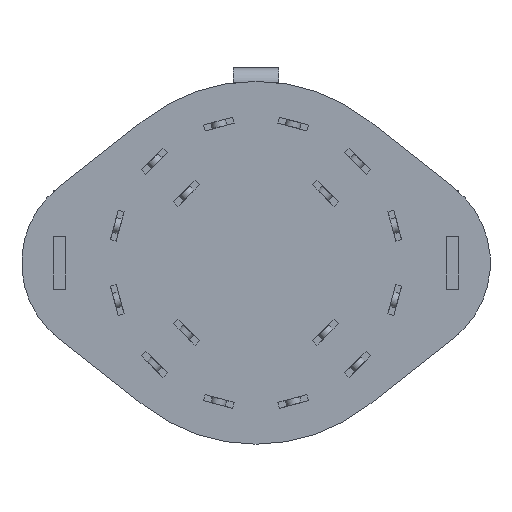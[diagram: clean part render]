
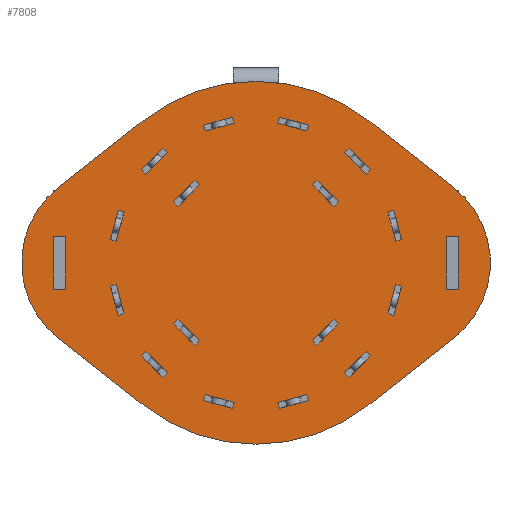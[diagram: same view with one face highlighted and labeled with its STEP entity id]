
A CAD part, front view. The second image highlights one B-rep face of the part: STEP entity #7808.
In plain terms, the highlighted planar face has unit normal (0, -1, 0).
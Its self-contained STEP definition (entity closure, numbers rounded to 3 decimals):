
#627 = DIRECTION ( 'NONE',  ( 0., 1., 0. ) ) ;
#688 = CARTESIAN_POINT ( 'NONE',  ( -13.068, 4.2, 5. ) ) ;
#824 = VECTOR ( 'NONE', #4692, 1000. ) ;
#991 = VERTEX_POINT ( 'NONE', #8018 ) ;
#1082 = EDGE_CURVE ( 'NONE', #11327, #1100, #11100, .T. ) ;
#1100 = VERTEX_POINT ( 'NONE', #2990 ) ;
#1142 = DIRECTION ( 'NONE',  ( -0.787, 0., 0.617 ) ) ;
#1204 = VECTOR ( 'NONE', #5580, 1000. ) ;
#1360 = AXIS2_PLACEMENT_3D ( 'NONE', #11582, #627, #8078 ) ;
#1409 = CARTESIAN_POINT ( 'NONE',  ( -9.145, 4.2, 0. ) ) ;
#1474 = EDGE_CURVE ( 'NONE', #991, #8160, #11083, .T. ) ;
#1501 = CARTESIAN_POINT ( 'NONE',  ( 0., 4.2, 0. ) ) ;
#1611 = LINE ( 'NONE', #10625, #3857 ) ;
#2099 = EDGE_CURVE ( 'NONE', #1100, #8673, #7248, .T. ) ;
#2141 = EDGE_CURVE ( 'NONE', #8673, #10283, #1611, .T. ) ;
#2352 = ORIENTED_EDGE ( 'NONE', *, *, #5799, .F. ) ;
#2438 = EDGE_CURVE ( 'NONE', #3004, #3038, #7585, .T. ) ;
#2467 = EDGE_LOOP ( 'NONE', ( #3524, #8233, #2352, #11120, #5682, #5665, #10417, #7453, #11253 ) ) ;
#2680 = CIRCLE ( 'NONE', #1360, 12. ) ;
#2901 = CARTESIAN_POINT ( 'NONE',  ( -7.407, 4.2, -9.441 ) ) ;
#2990 = CARTESIAN_POINT ( 'NONE',  ( -13.068, 4.2, -5. ) ) ;
#3004 = VERTEX_POINT ( 'NONE', #7967 ) ;
#3038 = VERTEX_POINT ( 'NONE', #6243 ) ;
#3216 = PLANE ( 'NONE',  #3331 ) ;
#3331 = AXIS2_PLACEMENT_3D ( 'NONE', #6825, #4173, #8491 ) ;
#3524 = ORIENTED_EDGE ( 'NONE', *, *, #2099, .F. ) ;
#3857 = VECTOR ( 'NONE', #11566, 1000. ) ;
#4173 = DIRECTION ( 'NONE',  ( 0., 1., 0. ) ) ;
#4692 = DIRECTION ( 'NONE',  ( 0.787, 0., -0.617 ) ) ;
#4871 = CARTESIAN_POINT ( 'NONE',  ( 13.068, 4.2, 5. ) ) ;
#5034 = DIRECTION ( 'NONE',  ( 0., 1., 0. ) ) ;
#5127 = DIRECTION ( 'NONE',  ( 0., 1., 0. ) ) ;
#5219 = DIRECTION ( 'NONE',  ( 0., 0., 1. ) ) ;
#5580 = DIRECTION ( 'NONE',  ( -0.787, 0., -0.617 ) ) ;
#5642 = DIRECTION ( 'NONE',  ( 0., 0., 1. ) ) ;
#5665 = ORIENTED_EDGE ( 'NONE', *, *, #6341, .F. ) ;
#5682 = ORIENTED_EDGE ( 'NONE', *, *, #1474, .F. ) ;
#5799 = EDGE_CURVE ( 'NONE', #6585, #11327, #5843, .T. ) ;
#5843 = CIRCLE ( 'NONE', #10972, 12. ) ;
#6043 = CARTESIAN_POINT ( 'NONE',  ( 0., 4.2, 0. ) ) ;
#6243 = CARTESIAN_POINT ( 'NONE',  ( 13.068, 4.2, 5. ) ) ;
#6341 = EDGE_CURVE ( 'NONE', #3038, #991, #8351, .T. ) ;
#6384 = EDGE_CURVE ( 'NONE', #10283, #3004, #2680, .T. ) ;
#6585 = VERTEX_POINT ( 'NONE', #9117 ) ;
#6825 = CARTESIAN_POINT ( 'NONE',  ( -9.145, 4.2, 0. ) ) ;
#6897 = DIRECTION ( 'NONE',  ( 0., 1., 0. ) ) ;
#6934 = CIRCLE ( 'NONE', #7302, 12. ) ;
#6956 = DIRECTION ( 'NONE',  ( 0., 0., 1. ) ) ;
#7248 = CIRCLE ( 'NONE', #7999, 6.355 ) ;
#7302 = AXIS2_PLACEMENT_3D ( 'NONE', #6043, #9713, #5219 ) ;
#7453 = ORIENTED_EDGE ( 'NONE', *, *, #6384, .F. ) ;
#7585 = LINE ( 'NONE', #4871, #824 ) ;
#7808 = ADVANCED_FACE ( 'NONE', ( #11333 ), #3216, .F. ) ;
#7967 = CARTESIAN_POINT ( 'NONE',  ( 7.407, 4.2, 9.441 ) ) ;
#7999 = AXIS2_PLACEMENT_3D ( 'NONE', #1409, #5034, #5642 ) ;
#8018 = CARTESIAN_POINT ( 'NONE',  ( 13.068, 4.2, -5. ) ) ;
#8078 = DIRECTION ( 'NONE',  ( 0., 0., 1. ) ) ;
#8160 = VERTEX_POINT ( 'NONE', #10138 ) ;
#8233 = ORIENTED_EDGE ( 'NONE', *, *, #1082, .F. ) ;
#8351 = CIRCLE ( 'NONE', #9862, 6.355 ) ;
#8367 = EDGE_CURVE ( 'NONE', #8160, #6585, #6934, .T. ) ;
#8491 = DIRECTION ( 'NONE',  ( 0., 0., 1. ) ) ;
#8673 = VERTEX_POINT ( 'NONE', #688 ) ;
#8969 = DIRECTION ( 'NONE',  ( 0., 0., -1. ) ) ;
#9117 = CARTESIAN_POINT ( 'NONE',  ( 0., 4.2, -12. ) ) ;
#9186 = CARTESIAN_POINT ( 'NONE',  ( 13.068, 4.2, -5. ) ) ;
#9713 = DIRECTION ( 'NONE',  ( 0., 1., 0. ) ) ;
#9862 = AXIS2_PLACEMENT_3D ( 'NONE', #11462, #5127, #8969 ) ;
#10138 = CARTESIAN_POINT ( 'NONE',  ( 7.407, 4.2, -9.441 ) ) ;
#10283 = VERTEX_POINT ( 'NONE', #10544 ) ;
#10417 = ORIENTED_EDGE ( 'NONE', *, *, #2438, .F. ) ;
#10544 = CARTESIAN_POINT ( 'NONE',  ( -7.407, 4.2, 9.441 ) ) ;
#10625 = CARTESIAN_POINT ( 'NONE',  ( -13.068, 4.2, 5. ) ) ;
#10972 = AXIS2_PLACEMENT_3D ( 'NONE', #1501, #6897, #6956 ) ;
#11039 = CARTESIAN_POINT ( 'NONE',  ( -13.068, 4.2, -5. ) ) ;
#11083 = LINE ( 'NONE', #9186, #1204 ) ;
#11100 = LINE ( 'NONE', #11039, #11330 ) ;
#11120 = ORIENTED_EDGE ( 'NONE', *, *, #8367, .F. ) ;
#11253 = ORIENTED_EDGE ( 'NONE', *, *, #2141, .F. ) ;
#11327 = VERTEX_POINT ( 'NONE', #2901 ) ;
#11330 = VECTOR ( 'NONE', #1142, 1000. ) ;
#11333 = FACE_OUTER_BOUND ( 'NONE', #2467, .T. ) ;
#11462 = CARTESIAN_POINT ( 'NONE',  ( 9.145, 4.2, 0. ) ) ;
#11566 = DIRECTION ( 'NONE',  ( 0.787, 0., 0.617 ) ) ;
#11582 = CARTESIAN_POINT ( 'NONE',  ( 0., 4.2, 0. ) ) ;
